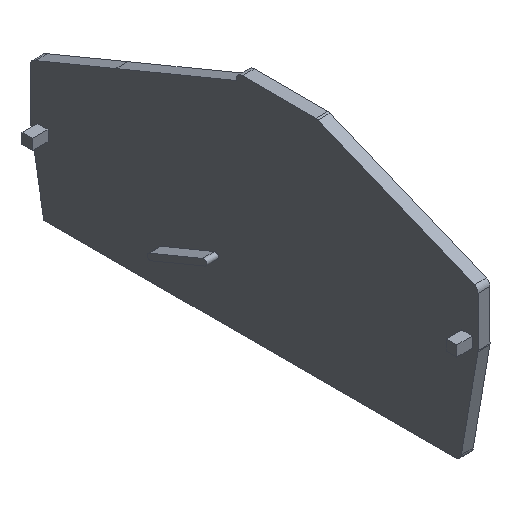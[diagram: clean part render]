
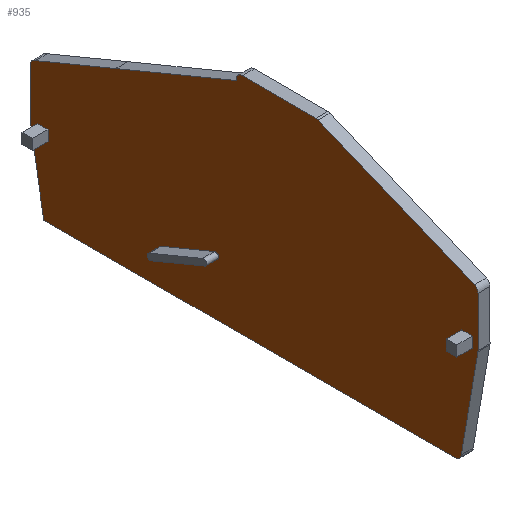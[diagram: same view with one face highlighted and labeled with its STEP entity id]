
A CAD part, isometric view. The second image highlights one B-rep face of the part: STEP entity #935.
In plain terms, the highlighted planar face has unit normal (-1, 0, 0).
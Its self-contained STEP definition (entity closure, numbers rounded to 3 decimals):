
#94=AXIS2_PLACEMENT_3D('Circle Axis2P3D',#92,#93,$) ;
#142=AXIS2_PLACEMENT_3D('Circle Axis2P3D',#140,#141,$) ;
#304=AXIS2_PLACEMENT_3D('Circle Axis2P3D',#302,#303,$) ;
#366=AXIS2_PLACEMENT_3D('Circle Axis2P3D',#364,#365,$) ;
#428=AXIS2_PLACEMENT_3D('Circle Axis2P3D',#426,#427,$) ;
#490=AXIS2_PLACEMENT_3D('Circle Axis2P3D',#488,#489,$) ;
#614=AXIS2_PLACEMENT_3D('Circle Axis2P3D',#612,#613,$) ;
#702=AXIS2_PLACEMENT_3D('Circle Axis2P3D',#700,#701,$) ;
#888=AXIS2_PLACEMENT_3D('Plane Axis2P3D',#885,#886,#887) ;
#82=CARTESIAN_POINT('Vertex',(2.6,52.793,5.127)) ;
#89=CARTESIAN_POINT('Vertex',(2.6,53.176,6.051)) ;
#92=CARTESIAN_POINT('Axis2P3D Location',(2.6,52.984,5.589)) ;
#109=CARTESIAN_POINT('Line Origine',(2.6,48.709,7.901)) ;
#113=CARTESIAN_POINT('Vertex',(2.6,44.243,9.751)) ;
#137=CARTESIAN_POINT('Vertex',(2.6,43.86,8.827)) ;
#140=CARTESIAN_POINT('Axis2P3D Location',(2.6,44.052,9.289)) ;
#157=CARTESIAN_POINT('Line Origine',(2.6,48.327,6.977)) ;
#174=CARTESIAN_POINT('Line Origine',(2.6,73.039,13.527)) ;
#178=CARTESIAN_POINT('Vertex',(2.6,72.155,13.527)) ;
#180=CARTESIAN_POINT('Vertex',(2.6,73.923,13.527)) ;
#245=CARTESIAN_POINT('Line Origine',(2.6,73.039,11.76)) ;
#249=CARTESIAN_POINT('Vertex',(2.6,72.155,11.76)) ;
#251=CARTESIAN_POINT('Vertex',(2.6,73.923,11.76)) ;
#276=CARTESIAN_POINT('Line Origine',(2.6,72.155,12.644)) ;
#297=CARTESIAN_POINT('Vertex',(2.6,27.203,37.65)) ;
#302=CARTESIAN_POINT('Axis2P3D Location',(2.6,27.203,36.65)) ;
#306=CARTESIAN_POINT('Vertex',(2.6,26.821,37.574)) ;
#333=CARTESIAN_POINT('Line Origine',(2.6,13.719,32.147)) ;
#337=CARTESIAN_POINT('Vertex',(2.6,0.617,26.72)) ;
#364=CARTESIAN_POINT('Axis2P3D Location',(2.6,1.,25.796)) ;
#368=CARTESIAN_POINT('Vertex',(2.6,0.,25.796)) ;
#395=CARTESIAN_POINT('Line Origine',(2.6,0.,21.635)) ;
#399=CARTESIAN_POINT('Vertex',(2.6,0.,17.474)) ;
#426=CARTESIAN_POINT('Axis2P3D Location',(2.6,1.,17.474)) ;
#430=CARTESIAN_POINT('Vertex',(2.6,0.014,17.306)) ;
#457=CARTESIAN_POINT('Line Origine',(2.6,1.41,9.116)) ;
#461=CARTESIAN_POINT('Vertex',(2.6,2.805,0.925)) ;
#488=CARTESIAN_POINT('Axis2P3D Location',(2.6,3.802,1.)) ;
#492=CARTESIAN_POINT('Vertex',(2.6,3.791,0.)) ;
#519=CARTESIAN_POINT('Line Origine',(2.6,38.334,0.)) ;
#523=CARTESIAN_POINT('Vertex',(2.6,72.878,0.)) ;
#550=CARTESIAN_POINT('Line Origine',(2.6,73.989,6.521)) ;
#554=CARTESIAN_POINT('Vertex',(2.6,75.1,13.043)) ;
#581=CARTESIAN_POINT('Line Origine',(2.6,75.1,17.299)) ;
#585=CARTESIAN_POINT('Vertex',(2.6,75.1,21.555)) ;
#612=CARTESIAN_POINT('Axis2P3D Location',(2.6,74.102,21.493)) ;
#616=CARTESIAN_POINT('Vertex',(2.6,74.271,22.479)) ;
#643=CARTESIAN_POINT('Line Origine',(2.6,67.527,25.272)) ;
#647=CARTESIAN_POINT('Vertex',(2.6,60.783,28.066)) ;
#669=CARTESIAN_POINT('Line Origine',(2.6,50.66,32.259)) ;
#673=CARTESIAN_POINT('Vertex',(2.6,40.537,36.452)) ;
#700=CARTESIAN_POINT('Axis2P3D Location',(2.6,39.556,36.65)) ;
#704=CARTESIAN_POINT('Vertex',(2.6,39.556,37.65)) ;
#731=CARTESIAN_POINT('Line Origine',(2.6,33.38,37.65)) ;
#753=CARTESIAN_POINT('Line Origine',(2.6,1.85,17.347)) ;
#757=CARTESIAN_POINT('Vertex',(2.6,0.966,17.347)) ;
#759=CARTESIAN_POINT('Vertex',(2.6,2.734,17.347)) ;
#797=CARTESIAN_POINT('Vertex',(2.6,2.734,19.115)) ;
#813=CARTESIAN_POINT('Vertex',(2.6,0.966,19.115)) ;
#816=CARTESIAN_POINT('Line Origine',(2.6,1.85,19.115)) ;
#856=CARTESIAN_POINT('Line Origine',(2.6,2.734,18.231)) ;
#885=CARTESIAN_POINT('Axis2P3D Location',(2.6,32.325,-0.707)) ;
#913=CARTESIAN_POINT('Line Origine',(2.6,73.923,12.644)) ;
#924=CARTESIAN_POINT('Line Origine',(2.6,0.966,18.231)) ;
#93=DIRECTION('Axis2P3D Direction',(1.,0.,0.)) ;
#110=DIRECTION('Vector Direction',(0.,0.924,-0.383)) ;
#141=DIRECTION('Axis2P3D Direction',(1.,0.,0.)) ;
#158=DIRECTION('Vector Direction',(0.,0.924,-0.383)) ;
#175=DIRECTION('Vector Direction',(0.,1.,0.)) ;
#246=DIRECTION('Vector Direction',(0.,1.,0.)) ;
#277=DIRECTION('Vector Direction',(0.,0.,1.)) ;
#303=DIRECTION('Axis2P3D Direction',(1.,0.,0.)) ;
#334=DIRECTION('Vector Direction',(0.,0.924,0.383)) ;
#365=DIRECTION('Axis2P3D Direction',(1.,0.,0.)) ;
#396=DIRECTION('Vector Direction',(0.,0.,1.)) ;
#427=DIRECTION('Axis2P3D Direction',(1.,0.,0.)) ;
#458=DIRECTION('Vector Direction',(0.,0.168,-0.986)) ;
#489=DIRECTION('Axis2P3D Direction',(1.,0.,0.)) ;
#520=DIRECTION('Vector Direction',(0.,1.,0.)) ;
#551=DIRECTION('Vector Direction',(0.,-0.168,-0.986)) ;
#582=DIRECTION('Vector Direction',(0.,0.,-1.)) ;
#613=DIRECTION('Axis2P3D Direction',(1.,0.,0.)) ;
#644=DIRECTION('Vector Direction',(0.,-0.924,0.383)) ;
#670=DIRECTION('Vector Direction',(0.,0.924,-0.383)) ;
#701=DIRECTION('Axis2P3D Direction',(1.,0.,0.)) ;
#732=DIRECTION('Vector Direction',(0.,1.,0.)) ;
#754=DIRECTION('Vector Direction',(0.,1.,0.)) ;
#817=DIRECTION('Vector Direction',(0.,1.,0.)) ;
#857=DIRECTION('Vector Direction',(0.,0.,1.)) ;
#886=DIRECTION('Axis2P3D Direction',(1.,0.,0.)) ;
#887=DIRECTION('Axis2P3D XDirection',(0.,0.,-1.)) ;
#914=DIRECTION('Vector Direction',(0.,0.,1.)) ;
#925=DIRECTION('Vector Direction',(0.,0.,1.)) ;
#111=VECTOR('Line Direction',#110,1.) ;
#159=VECTOR('Line Direction',#158,1.) ;
#176=VECTOR('Line Direction',#175,1.) ;
#247=VECTOR('Line Direction',#246,1.) ;
#278=VECTOR('Line Direction',#277,1.) ;
#335=VECTOR('Line Direction',#334,1.) ;
#397=VECTOR('Line Direction',#396,1.) ;
#459=VECTOR('Line Direction',#458,1.) ;
#521=VECTOR('Line Direction',#520,1.) ;
#552=VECTOR('Line Direction',#551,1.) ;
#583=VECTOR('Line Direction',#582,1.) ;
#645=VECTOR('Line Direction',#644,1.) ;
#671=VECTOR('Line Direction',#670,1.) ;
#733=VECTOR('Line Direction',#732,1.) ;
#755=VECTOR('Line Direction',#754,1.) ;
#818=VECTOR('Line Direction',#817,1.) ;
#858=VECTOR('Line Direction',#857,1.) ;
#915=VECTOR('Line Direction',#914,1.) ;
#926=VECTOR('Line Direction',#925,1.) ;
#891=ORIENTED_EDGE('',*,*,#735,.F.) ;
#892=ORIENTED_EDGE('',*,*,#706,.F.) ;
#893=ORIENTED_EDGE('',*,*,#675,.F.) ;
#894=ORIENTED_EDGE('',*,*,#649,.F.) ;
#895=ORIENTED_EDGE('',*,*,#618,.F.) ;
#896=ORIENTED_EDGE('',*,*,#587,.F.) ;
#897=ORIENTED_EDGE('',*,*,#556,.F.) ;
#898=ORIENTED_EDGE('',*,*,#525,.F.) ;
#899=ORIENTED_EDGE('',*,*,#494,.F.) ;
#900=ORIENTED_EDGE('',*,*,#463,.F.) ;
#901=ORIENTED_EDGE('',*,*,#432,.F.) ;
#902=ORIENTED_EDGE('',*,*,#401,.F.) ;
#903=ORIENTED_EDGE('',*,*,#370,.F.) ;
#904=ORIENTED_EDGE('',*,*,#339,.F.) ;
#905=ORIENTED_EDGE('',*,*,#308,.F.) ;
#908=ORIENTED_EDGE('',*,*,#161,.T.) ;
#909=ORIENTED_EDGE('',*,*,#96,.T.) ;
#910=ORIENTED_EDGE('',*,*,#115,.F.) ;
#911=ORIENTED_EDGE('',*,*,#144,.T.) ;
#919=ORIENTED_EDGE('',*,*,#280,.F.) ;
#920=ORIENTED_EDGE('',*,*,#253,.T.) ;
#921=ORIENTED_EDGE('',*,*,#917,.T.) ;
#922=ORIENTED_EDGE('',*,*,#182,.F.) ;
#930=ORIENTED_EDGE('',*,*,#761,.T.) ;
#931=ORIENTED_EDGE('',*,*,#860,.T.) ;
#932=ORIENTED_EDGE('',*,*,#820,.F.) ;
#933=ORIENTED_EDGE('',*,*,#928,.F.) ;
#912=FACE_BOUND('',#907,.T.) ;
#923=FACE_BOUND('',#918,.T.) ;
#934=FACE_BOUND('',#929,.T.) ;
#935=ADVANCED_FACE('K\X2\00F6\X0\rper.2',(#906,#912,#923,#934),#889,.F.) ;
#95=CIRCLE('generated circle',#94,0.5) ;
#143=CIRCLE('generated circle',#142,0.5) ;
#305=CIRCLE('generated circle',#304,1.) ;
#367=CIRCLE('generated circle',#366,1.) ;
#429=CIRCLE('generated circle',#428,1.) ;
#491=CIRCLE('generated circle',#490,1.) ;
#615=CIRCLE('generated circle',#614,1.) ;
#703=CIRCLE('generated circle',#702,1.) ;
#96=EDGE_CURVE('',#83,#90,#95,.T.) ;
#115=EDGE_CURVE('',#114,#90,#112,.T.) ;
#144=EDGE_CURVE('',#114,#138,#143,.T.) ;
#161=EDGE_CURVE('',#138,#83,#160,.T.) ;
#182=EDGE_CURVE('',#179,#181,#177,.T.) ;
#253=EDGE_CURVE('',#250,#252,#248,.T.) ;
#280=EDGE_CURVE('',#250,#179,#279,.T.) ;
#308=EDGE_CURVE('',#298,#307,#305,.T.) ;
#339=EDGE_CURVE('',#307,#338,#336,.F.) ;
#370=EDGE_CURVE('',#338,#369,#367,.T.) ;
#401=EDGE_CURVE('',#369,#400,#398,.F.) ;
#432=EDGE_CURVE('',#400,#431,#429,.T.) ;
#463=EDGE_CURVE('',#431,#462,#460,.T.) ;
#494=EDGE_CURVE('',#462,#493,#491,.T.) ;
#525=EDGE_CURVE('',#493,#524,#522,.T.) ;
#556=EDGE_CURVE('',#524,#555,#553,.F.) ;
#587=EDGE_CURVE('',#555,#586,#584,.F.) ;
#618=EDGE_CURVE('',#586,#617,#615,.T.) ;
#649=EDGE_CURVE('',#617,#648,#646,.T.) ;
#675=EDGE_CURVE('',#648,#674,#672,.F.) ;
#706=EDGE_CURVE('',#674,#705,#703,.T.) ;
#735=EDGE_CURVE('',#705,#298,#734,.F.) ;
#761=EDGE_CURVE('',#758,#760,#756,.T.) ;
#820=EDGE_CURVE('',#814,#798,#819,.T.) ;
#860=EDGE_CURVE('',#760,#798,#859,.T.) ;
#917=EDGE_CURVE('',#252,#181,#916,.T.) ;
#928=EDGE_CURVE('',#758,#814,#927,.T.) ;
#890=EDGE_LOOP('',(#891,#892,#893,#894,#895,#896,#897,#898,#899,#900,#901,#902,#903,#904,#905)) ;
#907=EDGE_LOOP('',(#908,#909,#910,#911)) ;
#918=EDGE_LOOP('',(#919,#920,#921,#922)) ;
#929=EDGE_LOOP('',(#930,#931,#932,#933)) ;
#906=FACE_OUTER_BOUND('',#890,.T.) ;
#112=LINE('Line',#109,#111) ;
#160=LINE('Line',#157,#159) ;
#177=LINE('Line',#174,#176) ;
#248=LINE('Line',#245,#247) ;
#279=LINE('Line',#276,#278) ;
#336=LINE('Line',#333,#335) ;
#398=LINE('Line',#395,#397) ;
#460=LINE('Line',#457,#459) ;
#522=LINE('Line',#519,#521) ;
#553=LINE('Line',#550,#552) ;
#584=LINE('Line',#581,#583) ;
#646=LINE('Line',#643,#645) ;
#672=LINE('Line',#669,#671) ;
#734=LINE('Line',#731,#733) ;
#756=LINE('Line',#753,#755) ;
#819=LINE('Line',#816,#818) ;
#859=LINE('Line',#856,#858) ;
#916=LINE('Line',#913,#915) ;
#927=LINE('Line',#924,#926) ;
#889=PLANE('',#888) ;
#83=VERTEX_POINT('',#82) ;
#90=VERTEX_POINT('',#89) ;
#114=VERTEX_POINT('',#113) ;
#138=VERTEX_POINT('',#137) ;
#179=VERTEX_POINT('',#178) ;
#181=VERTEX_POINT('',#180) ;
#250=VERTEX_POINT('',#249) ;
#252=VERTEX_POINT('',#251) ;
#298=VERTEX_POINT('',#297) ;
#307=VERTEX_POINT('',#306) ;
#338=VERTEX_POINT('',#337) ;
#369=VERTEX_POINT('',#368) ;
#400=VERTEX_POINT('',#399) ;
#431=VERTEX_POINT('',#430) ;
#462=VERTEX_POINT('',#461) ;
#493=VERTEX_POINT('',#492) ;
#524=VERTEX_POINT('',#523) ;
#555=VERTEX_POINT('',#554) ;
#586=VERTEX_POINT('',#585) ;
#617=VERTEX_POINT('',#616) ;
#648=VERTEX_POINT('',#647) ;
#674=VERTEX_POINT('',#673) ;
#705=VERTEX_POINT('',#704) ;
#758=VERTEX_POINT('',#757) ;
#760=VERTEX_POINT('',#759) ;
#798=VERTEX_POINT('',#797) ;
#814=VERTEX_POINT('',#813) ;
